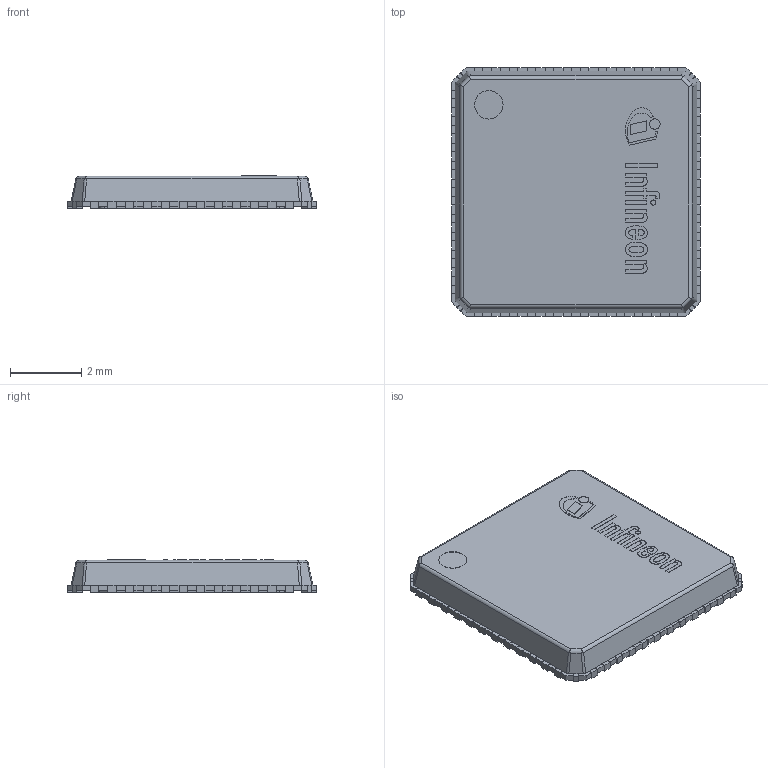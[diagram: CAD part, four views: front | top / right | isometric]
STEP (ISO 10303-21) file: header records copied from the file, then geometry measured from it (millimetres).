
FILE_DESCRIPTION(/* description */ (''),/* implementation_level */ '2;1');
FILE_NAME(/* name */ 'PG-VQFN-48-15_Z8B00021756_V14_3D.stp',/* time_stamp */ '2021-11-24T19:13:07+06:00',/* author */ ('janartha'),/* organization */ (''),/* preprocessor_version */ 'ST-DEVELOPER v16.13',/* originating_system */ 'AutoCAD Mechanical',/* authorisation */ '');
FILE_SCHEMA (('AUTOMOTIVE_DESIGN { 1 0 10303 214 3 1 1 }'));
Length unit declared in the file: millimetre
Products named in the file (1): Product
Bounding box: 7 x 7 x 0.91 mm (x, y, z)
Volume: 43.7 mm3; surface area: 286.3 mm2
Topology: 68 solids, 68 shells, 774 faces, 1912 edges, 1275 vertices
Faces by surface type: plane 541, cylinder 233
Full cylindrical faces by diameter (mm): 0.142 x1, 0.293 x1, 0.8 x2
Entity records: 22823 total; most frequent: CARTESIAN_POINT 3956, DIRECTION 3923, ORIENTED_EDGE 3814, EDGE_CURVE 1907, LINE 1441, VECTOR 1441, VERTEX_POINT 1274, AXIS2_PLACEMENT_3D 1241
